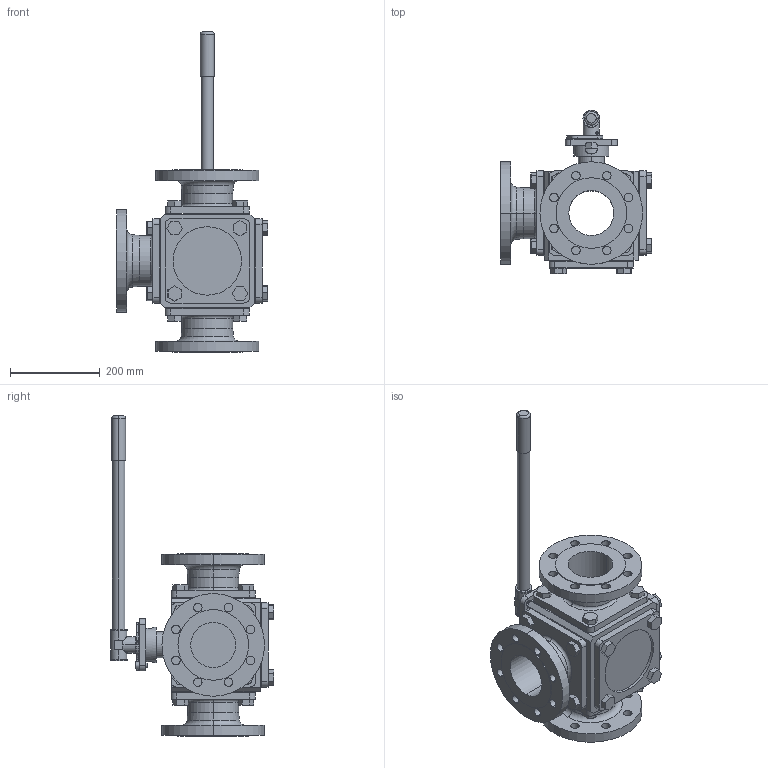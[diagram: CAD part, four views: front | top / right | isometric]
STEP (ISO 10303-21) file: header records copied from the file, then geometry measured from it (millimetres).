
FILE_DESCRIPTION (( 'STEP AP214' ), '1' );
FILE_NAME ('33-F1-0400-XXX.step', '2019-09-30T20:15:53', ( '' ), ( '' ), 'SwSTEP 2.0', 'SolidWorks 2019', '' );
FILE_SCHEMA (( 'AUTOMOTIVE_DESIGN' ));
Length unit declared in the file: millimetre
Products named in the file (2): 33-F1-0400-XXX
Bounding box: 337.69 x 364.05 x 712.91 mm (x, y, z)
Surface area: 954397.8 mm2 (no closed solid volume)
Topology: 0 solids, 33 shells, 544 faces, 1589 edges, 1061 vertices
Faces by surface type: plane 344, cylinder 174, torus 18, cone 6, bspline 2
Entity records: 24546 total; most frequent: CARTESIAN_POINT 3770, DIRECTION 3193, ORIENTED_EDGE 2709, EDGE_CURVE 1587, AXIS2_PLACEMENT_3D 1084, VERTEX_POINT 1061, VECTOR 1025, LINE 1025
